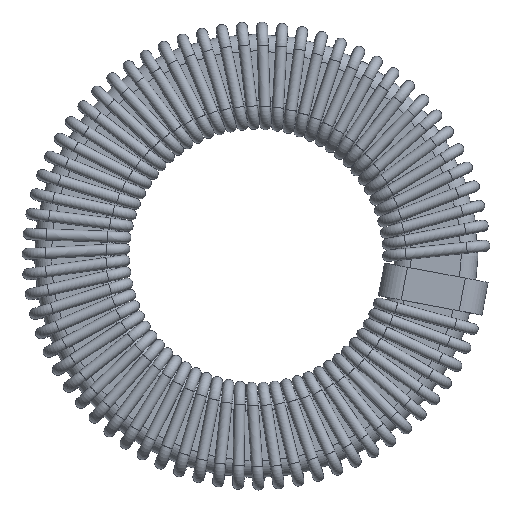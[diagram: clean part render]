
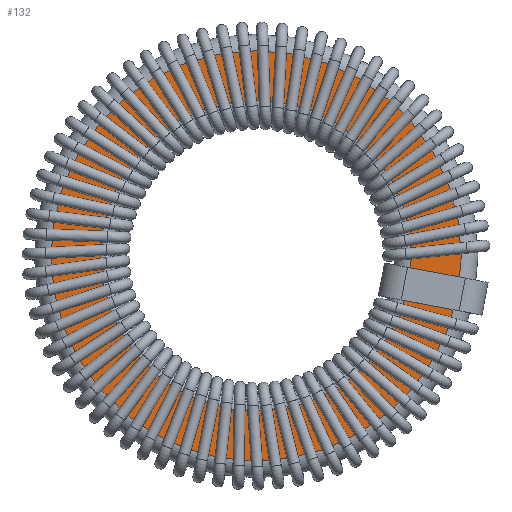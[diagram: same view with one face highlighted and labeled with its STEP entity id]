
A CAD part, top view. The second image highlights one B-rep face of the part: STEP entity #132.
In plain terms, the highlighted planar face has unit normal (0, 0, 1).
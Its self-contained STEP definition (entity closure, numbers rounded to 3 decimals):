
#132=ADVANCED_FACE('',(#5307,#5309),#5311,.T.);
#5307=FACE_BOUND('',#5308,.T.);
#5308=EDGE_LOOP('',(#10404));
#5309=FACE_BOUND('',#5310,.T.);
#5310=EDGE_LOOP('',(#10405));
#5311=PLANE('',#5312);
#5312=AXIS2_PLACEMENT_3D('',#5313,#5314,#5315);
#5313=CARTESIAN_POINT('',(0.,0.,3.));
#5314=DIRECTION('',(0.,0.,1.));
#5315=DIRECTION('',(1.,0.,0.));
#10404=ORIENTED_EDGE('',*,*,#11745,.T.);
#10405=ORIENTED_EDGE('',*,*,#11744,.F.);
#11744=EDGE_CURVE('',#12423,#12423,#12424,.T.);
#11745=EDGE_CURVE('',#12425,#12425,#12426,.T.);
#12423=VERTEX_POINT('',#13771);
#12424=CIRCLE('',#13772,14.);
#12425=VERTEX_POINT('',#13776);
#12426=CIRCLE('',#13777,18.5);
#13771=CARTESIAN_POINT('',(14.,0.,3.));
#13772=AXIS2_PLACEMENT_3D('',#13773,#13774,#13775);
#13773=CARTESIAN_POINT('',(0.,0.,3.));
#13774=DIRECTION('',(0.,0.,1.));
#13775=DIRECTION('',(1.,0.,0.));
#13776=CARTESIAN_POINT('',(18.5,0.,3.));
#13777=AXIS2_PLACEMENT_3D('',#13778,#13779,#13780);
#13778=CARTESIAN_POINT('',(0.,0.,3.));
#13779=DIRECTION('',(0.,0.,1.));
#13780=DIRECTION('',(1.,0.,0.));
